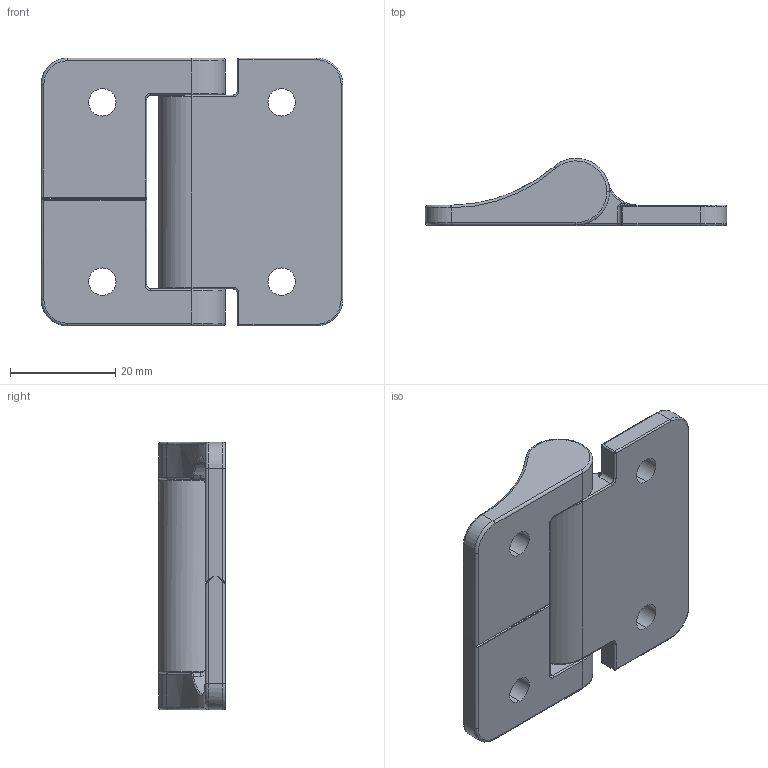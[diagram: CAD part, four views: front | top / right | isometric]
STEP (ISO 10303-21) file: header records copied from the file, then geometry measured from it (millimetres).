
FILE_DESCRIPTION (( 'STEP AP214' ), '1' );
FILE_NAME ('095031.STEP', '2014-08-14T12:46:22', ( '' ), ( '' ), 'SwSTEP 2.0', 'SolidWorks 2014', '' );
FILE_SCHEMA (( 'AUTOMOTIVE_DESIGN' ));
Length unit declared in the file: millimetre
Products named in the file (3): 095031-a_095031-z; 095031-i_095031-z; 095031
Assembly tree (2 placements, depth 2):
  095031
    095031-a_095031-z
    095031-i_095031-z
Bounding box: 57.2 x 12.69 x 50.8 mm (x, y, z)
Volume: 13159.4 mm3; surface area: 9030.2 mm2
Topology: 2 solids, 2 shells, 147 faces, 362 edges, 209 vertices
Faces by surface type: cylinder 68, torus 31, plane 27, bspline 17, sphere 4
Entity records: 5081 total; most frequent: CARTESIAN_POINT 1641, DIRECTION 722, ORIENTED_EDGE 700, EDGE_CURVE 350, AXIS2_PLACEMENT_3D 298, VERTEX_POINT 209, CIRCLE 163, EDGE_LOOP 159
